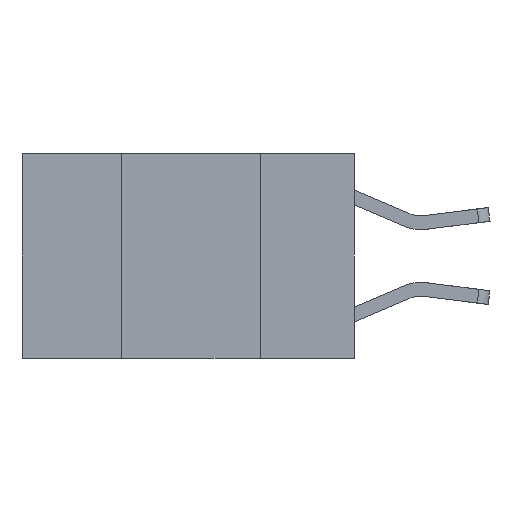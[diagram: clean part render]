
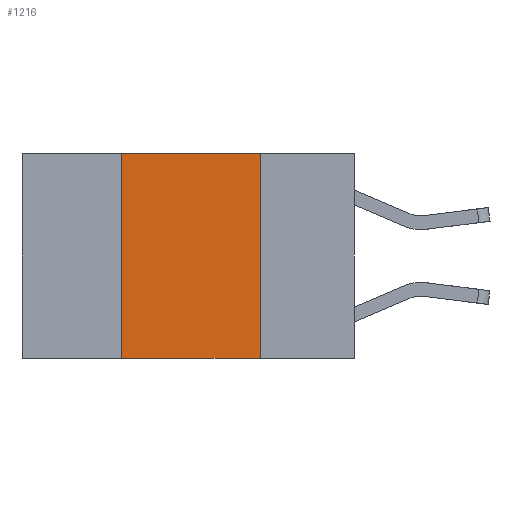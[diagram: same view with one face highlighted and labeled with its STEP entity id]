
A CAD part, left-side view. The second image highlights one B-rep face of the part: STEP entity #1216.
In plain terms, the highlighted planar face has unit normal (-1, 0, 0).
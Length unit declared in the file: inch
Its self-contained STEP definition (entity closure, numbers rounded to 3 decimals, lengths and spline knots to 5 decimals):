
#61 = DIRECTION ( 'NONE',  ( 0., -1., 0. ) ) ;
#493 = CARTESIAN_POINT ( 'NONE',  ( 0., 0.17, -0.37 ) ) ;
#1068 = ORIENTED_EDGE ( 'NONE', *, *, #6446, .F. ) ;
#1209 = DIRECTION ( 'NONE',  ( 0., -1., 0. ) ) ;
#1216 = ADVANCED_FACE ( 'NONE', ( #5772 ), #9135, .F. ) ;
#1289 = CARTESIAN_POINT ( 'NONE',  ( 0., 0.6, 0. ) ) ;
#2488 = AXIS2_PLACEMENT_3D ( 'NONE', #9119, #9112, #9110 ) ;
#2643 = CARTESIAN_POINT ( 'NONE',  ( 0., 0.6, -0.37 ) ) ;
#2663 = VERTEX_POINT ( 'NONE', #8033 ) ;
#2854 = CARTESIAN_POINT ( 'NONE',  ( 0., 0.17, 0. ) ) ;
#3323 = ORIENTED_EDGE ( 'NONE', *, *, #6430, .T. ) ;
#3497 = VECTOR ( 'NONE', #8209, 39.37008 ) ;
#3738 = LINE ( 'NONE', #8864, #5612 ) ;
#4038 = VERTEX_POINT ( 'NONE', #4326 ) ;
#4222 = LINE ( 'NONE', #2643, #8066 ) ;
#4286 = EDGE_CURVE ( 'NONE', #2663, #4038, #6347, .T. ) ;
#4326 = CARTESIAN_POINT ( 'NONE',  ( 0., 0.17, 0. ) ) ;
#5108 = DIRECTION ( 'NONE',  ( 0., 0., 1. ) ) ;
#5167 = ORIENTED_EDGE ( 'NONE', *, *, #6465, .F. ) ;
#5612 = VECTOR ( 'NONE', #5108, 39.37008 ) ;
#5772 = FACE_OUTER_BOUND ( 'NONE', #6559, .T. ) ;
#5912 = VERTEX_POINT ( 'NONE', #493 ) ;
#6087 = LINE ( 'NONE', #2854, #3497 ) ;
#6347 = LINE ( 'NONE', #1289, #8104 ) ;
#6430 = EDGE_CURVE ( 'NONE', #10046, #5912, #4222, .T. ) ;
#6446 = EDGE_CURVE ( 'NONE', #10046, #2663, #3738, .T. ) ;
#6465 = EDGE_CURVE ( 'NONE', #4038, #5912, #6087, .T. ) ;
#6559 = EDGE_LOOP ( 'NONE', ( #5167, #7173, #1068, #3323 ) ) ;
#6959 = CARTESIAN_POINT ( 'NONE',  ( 0., 0.42, -0.37 ) ) ;
#7173 = ORIENTED_EDGE ( 'NONE', *, *, #4286, .F. ) ;
#8033 = CARTESIAN_POINT ( 'NONE',  ( 0., 0.42, 0. ) ) ;
#8066 = VECTOR ( 'NONE', #61, 39.37008 ) ;
#8104 = VECTOR ( 'NONE', #1209, 39.37008 ) ;
#8209 = DIRECTION ( 'NONE',  ( 0., 0., -1. ) ) ;
#8864 = CARTESIAN_POINT ( 'NONE',  ( 0., 0.42, 0. ) ) ;
#9110 = DIRECTION ( 'NONE',  ( 0., 0., -1. ) ) ;
#9112 = DIRECTION ( 'NONE',  ( 1., 0., 0. ) ) ;
#9119 = CARTESIAN_POINT ( 'NONE',  ( 0., 0.6, 0. ) ) ;
#9135 = PLANE ( 'NONE',  #2488 ) ;
#10046 = VERTEX_POINT ( 'NONE', #6959 ) ;
